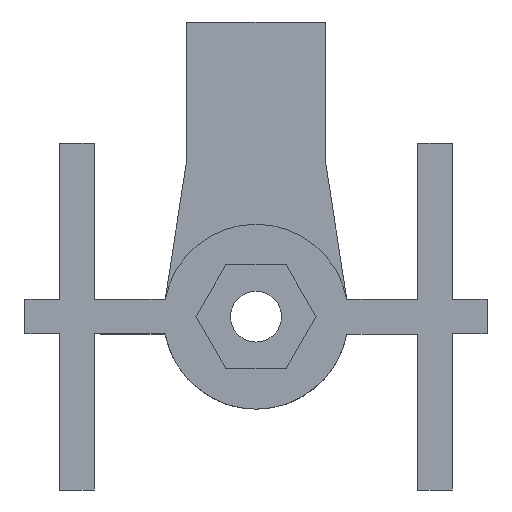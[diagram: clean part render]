
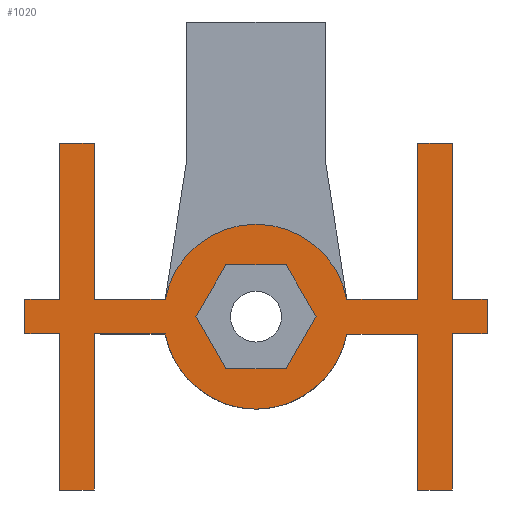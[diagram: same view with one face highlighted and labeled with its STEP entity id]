
A CAD part, front view. The second image highlights one B-rep face of the part: STEP entity #1020.
In plain terms, the highlighted planar face has unit normal (0, -1, 0).
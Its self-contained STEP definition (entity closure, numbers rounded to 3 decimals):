
#26=FACE_BOUND('',#162,.T.);
#99=FACE_OUTER_BOUND('',#161,.T.);
#161=EDGE_LOOP('',(#900,#901,#902,#903,#904,#905,#906,#907,#908,#909,#910,
#911,#912,#913,#914,#915,#916,#917,#918,#919,#920,#921,#922,#923));
#162=EDGE_LOOP('',(#924,#925,#926,#927,#928,#929));
#181=CIRCLE('',#1084,4.);
#182=CIRCLE('',#1086,4.);
#214=LINE('',#1471,#319);
#218=LINE('',#1479,#323);
#221=LINE('',#1485,#326);
#224=LINE('',#1491,#329);
#227=LINE('',#1497,#332);
#230=LINE('',#1502,#335);
#251=LINE('',#1658,#356);
#252=LINE('',#1661,#357);
#255=LINE('',#1666,#360);
#256=LINE('',#1669,#361);
#263=LINE('',#1699,#368);
#266=LINE('',#1705,#371);
#269=LINE('',#1711,#374);
#272=LINE('',#1717,#377);
#275=LINE('',#1722,#380);
#276=LINE('',#1724,#381);
#277=LINE('',#1726,#382);
#278=LINE('',#1728,#383);
#279=LINE('',#1730,#384);
#281=LINE('',#1734,#386);
#283=LINE('',#1738,#388);
#285=LINE('',#1742,#390);
#287=LINE('',#1746,#392);
#288=LINE('',#1748,#393);
#290=LINE('',#1752,#395);
#292=LINE('',#1756,#397);
#294=LINE('',#1760,#399);
#295=LINE('',#1762,#400);
#319=VECTOR('',#1182,10.);
#323=VECTOR('',#1188,10.);
#326=VECTOR('',#1193,10.);
#329=VECTOR('',#1198,10.);
#332=VECTOR('',#1203,10.);
#335=VECTOR('',#1208,10.);
#356=VECTOR('',#1275,10.);
#357=VECTOR('',#1278,10.);
#360=VECTOR('',#1283,10.);
#361=VECTOR('',#1286,10.);
#368=VECTOR('',#1319,10.);
#371=VECTOR('',#1324,10.);
#374=VECTOR('',#1329,10.);
#377=VECTOR('',#1334,10.);
#380=VECTOR('',#1339,10.);
#381=VECTOR('',#1342,10.);
#382=VECTOR('',#1345,10.);
#383=VECTOR('',#1348,10.);
#384=VECTOR('',#1351,10.);
#386=VECTOR('',#1355,10.);
#388=VECTOR('',#1359,10.);
#390=VECTOR('',#1363,10.);
#392=VECTOR('',#1367,10.);
#393=VECTOR('',#1370,10.);
#395=VECTOR('',#1374,10.);
#397=VECTOR('',#1378,10.);
#399=VECTOR('',#1382,10.);
#400=VECTOR('',#1385,10.);
#421=VERTEX_POINT('',#1469);
#422=VERTEX_POINT('',#1470);
#425=VERTEX_POINT('',#1478);
#427=VERTEX_POINT('',#1484);
#429=VERTEX_POINT('',#1490);
#431=VERTEX_POINT('',#1496);
#466=VERTEX_POINT('',#1642);
#467=VERTEX_POINT('',#1644);
#468=VERTEX_POINT('',#1648);
#469=VERTEX_POINT('',#1650);
#470=VERTEX_POINT('',#1656);
#471=VERTEX_POINT('',#1660);
#472=VERTEX_POINT('',#1664);
#473=VERTEX_POINT('',#1668);
#482=VERTEX_POINT('',#1696);
#483=VERTEX_POINT('',#1698);
#484=VERTEX_POINT('',#1702);
#485=VERTEX_POINT('',#1704);
#486=VERTEX_POINT('',#1708);
#487=VERTEX_POINT('',#1710);
#488=VERTEX_POINT('',#1714);
#489=VERTEX_POINT('',#1716);
#490=VERTEX_POINT('',#1720);
#491=VERTEX_POINT('',#1732);
#492=VERTEX_POINT('',#1736);
#493=VERTEX_POINT('',#1740);
#494=VERTEX_POINT('',#1744);
#495=VERTEX_POINT('',#1750);
#496=VERTEX_POINT('',#1754);
#497=VERTEX_POINT('',#1758);
#528=EDGE_CURVE('',#421,#422,#214,.T.);
#532=EDGE_CURVE('',#425,#421,#218,.T.);
#535=EDGE_CURVE('',#427,#425,#221,.T.);
#538=EDGE_CURVE('',#429,#427,#224,.T.);
#541=EDGE_CURVE('',#431,#429,#227,.T.);
#544=EDGE_CURVE('',#422,#431,#230,.T.);
#582=EDGE_CURVE('',#467,#466,#181,.T.);
#585=EDGE_CURVE('',#469,#468,#182,.T.);
#589=EDGE_CURVE('',#470,#466,#251,.T.);
#590=EDGE_CURVE('',#467,#471,#252,.T.);
#593=EDGE_CURVE('',#472,#468,#255,.T.);
#594=EDGE_CURVE('',#469,#473,#256,.T.);
#609=EDGE_CURVE('',#482,#483,#263,.T.);
#612=EDGE_CURVE('',#484,#485,#266,.T.);
#615=EDGE_CURVE('',#486,#487,#269,.T.);
#618=EDGE_CURVE('',#488,#489,#272,.T.);
#621=EDGE_CURVE('',#490,#486,#275,.T.);
#622=EDGE_CURVE('',#485,#472,#276,.T.);
#623=EDGE_CURVE('',#489,#484,#277,.T.);
#624=EDGE_CURVE('',#483,#470,#278,.T.);
#625=EDGE_CURVE('',#487,#482,#279,.T.);
#627=EDGE_CURVE('',#491,#488,#281,.T.);
#629=EDGE_CURVE('',#492,#491,#283,.T.);
#631=EDGE_CURVE('',#493,#492,#285,.T.);
#633=EDGE_CURVE('',#494,#493,#287,.T.);
#634=EDGE_CURVE('',#471,#494,#288,.T.);
#636=EDGE_CURVE('',#495,#490,#290,.T.);
#638=EDGE_CURVE('',#496,#495,#292,.T.);
#640=EDGE_CURVE('',#497,#496,#294,.T.);
#641=EDGE_CURVE('',#473,#497,#295,.T.);
#900=ORIENTED_EDGE('',*,*,#585,.T.);
#901=ORIENTED_EDGE('',*,*,#593,.F.);
#902=ORIENTED_EDGE('',*,*,#622,.F.);
#903=ORIENTED_EDGE('',*,*,#612,.F.);
#904=ORIENTED_EDGE('',*,*,#623,.F.);
#905=ORIENTED_EDGE('',*,*,#618,.F.);
#906=ORIENTED_EDGE('',*,*,#627,.F.);
#907=ORIENTED_EDGE('',*,*,#629,.F.);
#908=ORIENTED_EDGE('',*,*,#631,.F.);
#909=ORIENTED_EDGE('',*,*,#633,.F.);
#910=ORIENTED_EDGE('',*,*,#634,.F.);
#911=ORIENTED_EDGE('',*,*,#590,.F.);
#912=ORIENTED_EDGE('',*,*,#582,.T.);
#913=ORIENTED_EDGE('',*,*,#589,.F.);
#914=ORIENTED_EDGE('',*,*,#624,.F.);
#915=ORIENTED_EDGE('',*,*,#609,.F.);
#916=ORIENTED_EDGE('',*,*,#625,.F.);
#917=ORIENTED_EDGE('',*,*,#615,.F.);
#918=ORIENTED_EDGE('',*,*,#621,.F.);
#919=ORIENTED_EDGE('',*,*,#636,.F.);
#920=ORIENTED_EDGE('',*,*,#638,.F.);
#921=ORIENTED_EDGE('',*,*,#640,.F.);
#922=ORIENTED_EDGE('',*,*,#641,.F.);
#923=ORIENTED_EDGE('',*,*,#594,.F.);
#924=ORIENTED_EDGE('',*,*,#528,.T.);
#925=ORIENTED_EDGE('',*,*,#544,.T.);
#926=ORIENTED_EDGE('',*,*,#541,.T.);
#927=ORIENTED_EDGE('',*,*,#538,.T.);
#928=ORIENTED_EDGE('',*,*,#535,.T.);
#929=ORIENTED_EDGE('',*,*,#532,.T.);
#969=PLANE('',#1122);
#1020=ADVANCED_FACE('',(#99,#26),#969,.F.);
#1084=AXIS2_PLACEMENT_3D('',#1645,#1260,#1261);
#1086=AXIS2_PLACEMENT_3D('',#1651,#1266,#1267);
#1122=AXIS2_PLACEMENT_3D('',#1763,#1386,#1387);
#1182=DIRECTION('',(0.5,0.,0.866));
#1188=DIRECTION('',(-0.5,0.,0.866));
#1193=DIRECTION('',(-1.,0.,0.));
#1198=DIRECTION('',(-0.5,0.,-0.866));
#1203=DIRECTION('',(0.5,0.,-0.866));
#1208=DIRECTION('',(1.,0.,0.));
#1260=DIRECTION('center_axis',(0.,-1.,0.));
#1261=DIRECTION('ref_axis',(1.,0.,0.));
#1266=DIRECTION('center_axis',(0.,-1.,0.));
#1267=DIRECTION('ref_axis',(1.,0.,0.));
#1275=DIRECTION('',(-1.,0.,0.));
#1278=DIRECTION('',(-1.,0.,0.));
#1283=DIRECTION('',(1.,0.,0.));
#1286=DIRECTION('',(1.,0.,0.));
#1319=DIRECTION('',(-1.,0.,0.));
#1324=DIRECTION('',(1.,0.,0.));
#1329=DIRECTION('',(-1.,0.,0.));
#1334=DIRECTION('',(1.,0.,0.));
#1339=DIRECTION('',(0.,0.,-1.));
#1342=DIRECTION('',(0.,0.,-1.));
#1345=DIRECTION('',(0.,0.,1.));
#1348=DIRECTION('',(0.,0.,1.));
#1351=DIRECTION('',(0.,0.,-1.));
#1355=DIRECTION('',(0.,0.,1.));
#1359=DIRECTION('',(-1.,0.,0.));
#1363=DIRECTION('',(0.,0.,1.));
#1367=DIRECTION('',(-1.,0.,0.));
#1370=DIRECTION('',(0.,0.,-1.));
#1374=DIRECTION('',(1.,0.,0.));
#1378=DIRECTION('',(0.,0.,-1.));
#1382=DIRECTION('',(1.,0.,0.));
#1385=DIRECTION('',(0.,0.,1.));
#1386=DIRECTION('center_axis',(0.,1.,0.));
#1387=DIRECTION('ref_axis',(0.,0.,1.));
#1469=CARTESIAN_POINT('',(-2.598,0.,0.));
#1470=CARTESIAN_POINT('',(-1.299,0.,2.25));
#1471=CARTESIAN_POINT('',(-2.273,0.,0.563));
#1478=CARTESIAN_POINT('',(-1.299,0.,-2.25));
#1479=CARTESIAN_POINT('',(-1.624,0.,-1.688));
#1484=CARTESIAN_POINT('',(1.299,0.,-2.25));
#1485=CARTESIAN_POINT('',(0.65,0.,-2.25));
#1490=CARTESIAN_POINT('',(2.598,0.,0.));
#1491=CARTESIAN_POINT('',(2.273,0.,-0.562));
#1496=CARTESIAN_POINT('',(1.299,0.,2.25));
#1497=CARTESIAN_POINT('',(1.624,0.,1.688));
#1502=CARTESIAN_POINT('',(-0.65,0.,2.25));
#1642=CARTESIAN_POINT('',(3.929,0.,-0.75));
#1644=CARTESIAN_POINT('',(-3.929,0.,-0.75));
#1645=CARTESIAN_POINT('Origin',(0.,0.,0.));
#1648=CARTESIAN_POINT('',(-3.929,0.,0.75));
#1650=CARTESIAN_POINT('',(3.929,0.,0.75));
#1651=CARTESIAN_POINT('Origin',(0.,0.,0.));
#1656=CARTESIAN_POINT('',(7.,0.,-0.75));
#1658=CARTESIAN_POINT('',(7.,0.,-0.75));
#1660=CARTESIAN_POINT('',(-7.,0.,-0.75));
#1661=CARTESIAN_POINT('',(7.,0.,-0.75));
#1664=CARTESIAN_POINT('',(-7.,0.,0.75));
#1666=CARTESIAN_POINT('',(-7.,0.,0.75));
#1668=CARTESIAN_POINT('',(7.,0.,0.75));
#1669=CARTESIAN_POINT('',(-7.,0.,0.75));
#1696=CARTESIAN_POINT('',(8.5,0.,-7.5));
#1698=CARTESIAN_POINT('',(7.,0.,-7.5));
#1699=CARTESIAN_POINT('',(8.5,0.,-7.5));
#1702=CARTESIAN_POINT('',(-8.5,0.,7.5));
#1704=CARTESIAN_POINT('',(-7.,0.,7.5));
#1705=CARTESIAN_POINT('',(-8.5,0.,7.5));
#1708=CARTESIAN_POINT('',(10.,0.,-0.75));
#1710=CARTESIAN_POINT('',(8.5,0.,-0.75));
#1711=CARTESIAN_POINT('',(10.,0.,-0.75));
#1714=CARTESIAN_POINT('',(-10.,0.,0.75));
#1716=CARTESIAN_POINT('',(-8.5,0.,0.75));
#1717=CARTESIAN_POINT('',(-10.,0.,0.75));
#1720=CARTESIAN_POINT('',(10.,0.,0.75));
#1722=CARTESIAN_POINT('',(10.,0.,0.75));
#1724=CARTESIAN_POINT('',(-7.,0.,7.5));
#1726=CARTESIAN_POINT('',(-8.5,0.,-7.5));
#1728=CARTESIAN_POINT('',(7.,0.,-7.5));
#1730=CARTESIAN_POINT('',(8.5,0.,7.5));
#1732=CARTESIAN_POINT('',(-10.,0.,-0.75));
#1734=CARTESIAN_POINT('',(-10.,0.,-0.75));
#1736=CARTESIAN_POINT('',(-8.5,0.,-0.75));
#1738=CARTESIAN_POINT('',(-8.5,0.,-0.75));
#1740=CARTESIAN_POINT('',(-8.5,0.,-7.5));
#1742=CARTESIAN_POINT('',(-8.5,0.,-7.5));
#1744=CARTESIAN_POINT('',(-7.,0.,-7.5));
#1746=CARTESIAN_POINT('',(-7.,0.,-7.5));
#1748=CARTESIAN_POINT('',(-7.,0.,7.5));
#1750=CARTESIAN_POINT('',(8.5,0.,0.75));
#1752=CARTESIAN_POINT('',(8.5,0.,0.75));
#1754=CARTESIAN_POINT('',(8.5,0.,7.5));
#1756=CARTESIAN_POINT('',(8.5,0.,7.5));
#1758=CARTESIAN_POINT('',(7.,0.,7.5));
#1760=CARTESIAN_POINT('',(7.,0.,7.5));
#1762=CARTESIAN_POINT('',(7.,0.,-7.5));
#1763=CARTESIAN_POINT('Origin',(0.,0.,0.));
